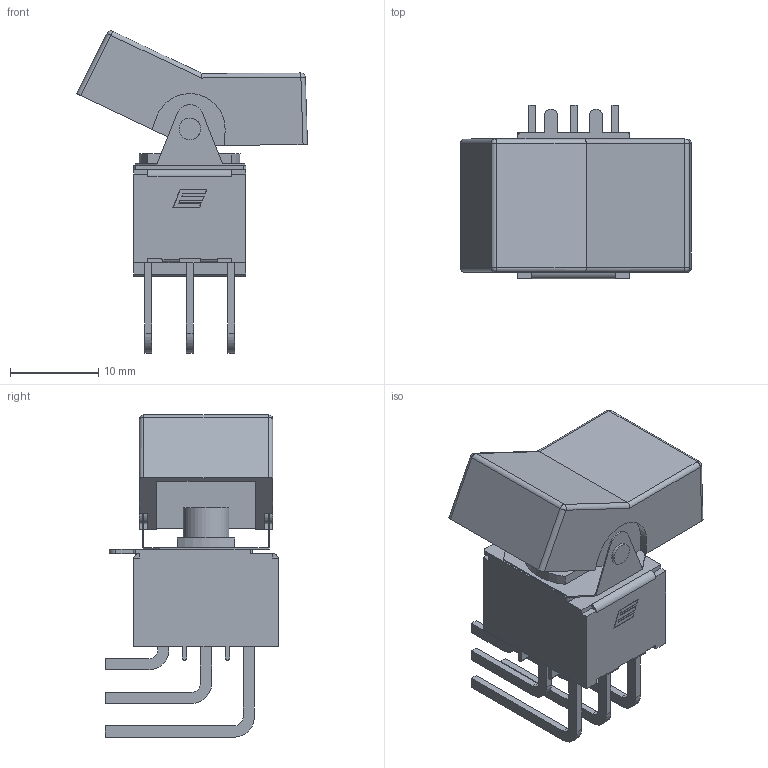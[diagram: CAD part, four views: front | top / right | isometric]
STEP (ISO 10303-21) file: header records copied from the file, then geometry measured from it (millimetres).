
FILE_DESCRIPTION((' '),'2;1');
FILE_NAME('3003PxJ3xxxM6xE.stp','2017-07-26T09:28:20',(' '),(' '),' ','ACIS',' ');
FILE_SCHEMA(('CONFIG_CONTROL_DESIGN'));
Length unit declared in the file: inch
Products named in the file (1): 3003PxJ3xxxM6xE.stp
Bounding box: 26.16 x 19.68 x 36.5 mm (x, y, z)
Volume: 3790 mm3; surface area: 3961.8 mm2
Topology: 1 solids, 1 shells, 286 faces, 790 edges, 524 vertices
Faces by surface type: plane 224, cylinder 58, sphere 4
Full cylindrical faces by diameter (mm): 2.45 x4, 3.2 x1, 5.2 x1
Entity records: 9115 total; most frequent: CARTESIAN_POINT 1651, ORIENTED_EDGE 1556, DIRECTION 1460, EDGE_CURVE 778, VECTOR 626, LINE 626, VERTEX_POINT 520, AXIS2_PLACEMENT_3D 417
